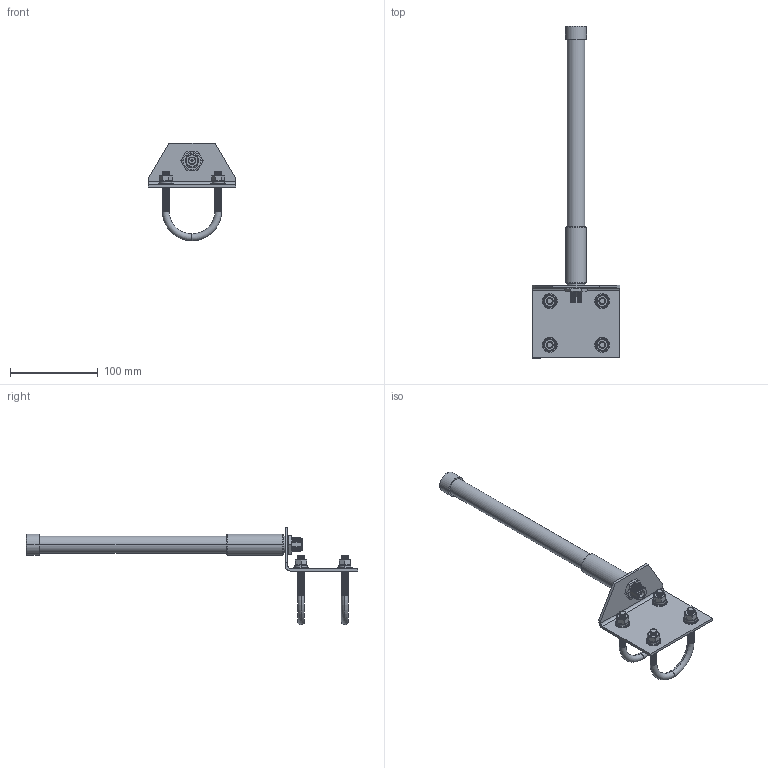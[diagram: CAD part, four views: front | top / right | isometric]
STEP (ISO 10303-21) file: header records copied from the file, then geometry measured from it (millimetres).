
FILE_DESCRIPTION (( 'STEP AP214' ), '1' );
FILE_NAME ('HG2405UP-NF.STEP', '2017-10-05T15:03:37', ( '' ), ( '' ), 'SwSTEP 2.0', 'SolidWorks 2014', '' );
FILE_SCHEMA (( 'AUTOMOTIVE_DESIGN' ));
Length unit declared in the file: millimetre
Products named in the file (10): HG2405UP-NF_U-Bolt; HG2405UP-NF_Bracket; HG2405UP-NF_Antenna; HG2405UP-NF_Int-LW; HG2405UP-NF_Hex nut; HG2405UP-NF_cap; HG2405UP-NF_tube; HG2405UP-NF_con; HG2405UP-NF_base; HG2405UP-NF
Assembly tree (10 placements, depth 3):
  HG2405UP-NF
    HG2405UP-NF_Antenna
      HG2405UP-NF_base
      HG2405UP-NF_con
      HG2405UP-NF_tube
      HG2405UP-NF_cap
      HG2405UP-NF_Hex nut
      HG2405UP-NF_Int-LW
    HG2405UP-NF_Bracket
    HG2405UP-NF_U-Bolt  x2
Bounding box: 100 x 379 x 111.39 mm (x, y, z)
Volume: 100099.8 mm3; surface area: 90385.5 mm2
Topology: 9 solids, 9 shells, 1265 faces, 2729 edges, 1516 vertices
Faces by surface type: cone 972, plane 136, cylinder 121, torus 36
Entity records: 27952 total; most frequent: CARTESIAN_POINT 4978, DIRECTION 4007, ORIENTED_EDGE 3566, EDGE_CURVE 1783, AXIS2_PLACEMENT_3D 1631, VERTEX_POINT 1026, EDGE_LOOP 835, CIRCLE 822
